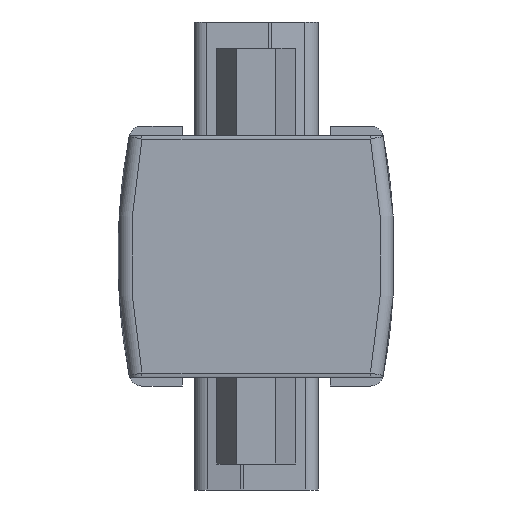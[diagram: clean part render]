
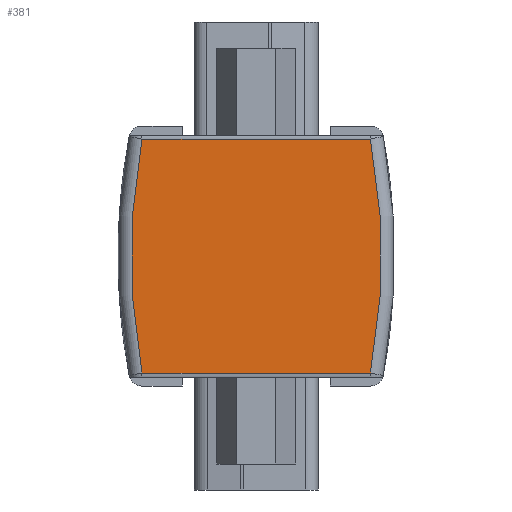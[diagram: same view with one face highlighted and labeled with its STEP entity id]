
A CAD part, left-side view. The second image highlights one B-rep face of the part: STEP entity #381.
In plain terms, the highlighted planar face has unit normal (-1, 0, 0).
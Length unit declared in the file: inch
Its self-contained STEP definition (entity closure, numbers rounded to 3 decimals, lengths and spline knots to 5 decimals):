
#139 = ORIENTED_EDGE ( 'NONE', *, *, #1102, .T. ) ;
#381 = ADVANCED_FACE ( 'NONE', ( #27703 ), #9847, .F. ) ;
#390 = CARTESIAN_POINT ( 'NONE',  ( -0.8189, -0.27693, -0.28346 ) ) ;
#1102 = EDGE_CURVE ( 'NONE', #11663, #4198, #15301, .T. ) ;
#1114 = ORIENTED_EDGE ( 'NONE', *, *, #22217, .T. ) ;
#1159 = CARTESIAN_POINT ( 'NONE',  ( -0.8189, 1.24012, 0. ) ) ;
#2279 = EDGE_CURVE ( 'NONE', #4198, #18724, #15889, .T. ) ;
#3327 = LINE ( 'NONE', #10061, #15732 ) ;
#3807 = CARTESIAN_POINT ( 'NONE',  ( -0.8189, -0.27693, 0.28346 ) ) ;
#4198 = VERTEX_POINT ( 'NONE', #26982 ) ;
#5670 = ORIENTED_EDGE ( 'NONE', *, *, #25964, .T. ) ;
#6013 = AXIS2_PLACEMENT_3D ( 'NONE', #12178, #12388, #12481 ) ;
#9714 = DIRECTION ( 'NONE',  ( -1., 0., 0. ) ) ;
#9847 = PLANE ( 'NONE',  #6013 ) ;
#10061 = CARTESIAN_POINT ( 'NONE',  ( -0.8189, -0.30286, -0.28346 ) ) ;
#11339 = ORIENTED_EDGE ( 'NONE', *, *, #2279, .T. ) ;
#11343 = AXIS2_PLACEMENT_3D ( 'NONE', #14192, #9714, #12062 ) ;
#11663 = VERTEX_POINT ( 'NONE', #3807 ) ;
#12062 = DIRECTION ( 'NONE',  ( 0., 0., -1. ) ) ;
#12178 = CARTESIAN_POINT ( 'NONE',  ( -0.8189, -1.24012, 0. ) ) ;
#12388 = DIRECTION ( 'NONE',  ( 1., 0., 0. ) ) ;
#12481 = DIRECTION ( 'NONE',  ( 0., 0., -1. ) ) ;
#12911 = DIRECTION ( 'NONE',  ( 0., 0., -1. ) ) ;
#14192 = CARTESIAN_POINT ( 'NONE',  ( -0.8189, -1.24012, 0. ) ) ;
#14400 = VERTEX_POINT ( 'NONE', #390 ) ;
#15045 = EDGE_LOOP ( 'NONE', ( #1114, #139, #11339, #5670 ) ) ;
#15301 = LINE ( 'NONE', #26281, #17521 ) ;
#15732 = VECTOR ( 'NONE', #23708, 39.37008 ) ;
#15889 = CIRCLE ( 'NONE', #11343, 1.54331 ) ;
#17066 = CIRCLE ( 'NONE', #19060, 1.54331 ) ;
#17521 = VECTOR ( 'NONE', #26178, 39.37008 ) ;
#18724 = VERTEX_POINT ( 'NONE', #29621 ) ;
#19060 = AXIS2_PLACEMENT_3D ( 'NONE', #1159, #22096, #12911 ) ;
#22096 = DIRECTION ( 'NONE',  ( -1., 0., 0. ) ) ;
#22217 = EDGE_CURVE ( 'NONE', #14400, #11663, #17066, .T. ) ;
#23708 = DIRECTION ( 'NONE',  ( 0., -1., 0. ) ) ;
#25964 = EDGE_CURVE ( 'NONE', #18724, #14400, #3327, .T. ) ;
#26178 = DIRECTION ( 'NONE',  ( 0., 1., 0. ) ) ;
#26281 = CARTESIAN_POINT ( 'NONE',  ( -0.8189, 0.30286, 0.28346 ) ) ;
#26982 = CARTESIAN_POINT ( 'NONE',  ( -0.8189, 0.27693, 0.28346 ) ) ;
#27703 = FACE_OUTER_BOUND ( 'NONE', #15045, .T. ) ;
#29621 = CARTESIAN_POINT ( 'NONE',  ( -0.8189, 0.27693, -0.28346 ) ) ;
